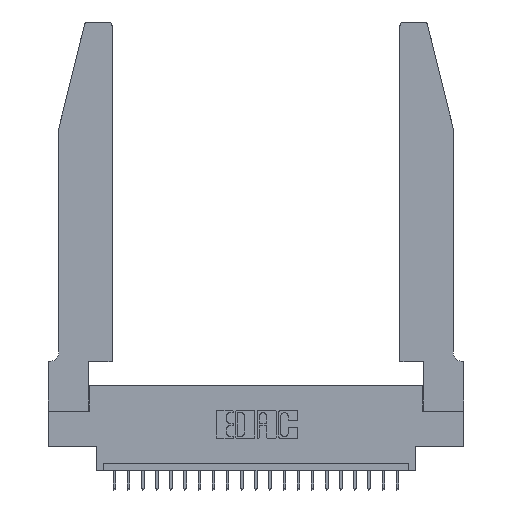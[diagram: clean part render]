
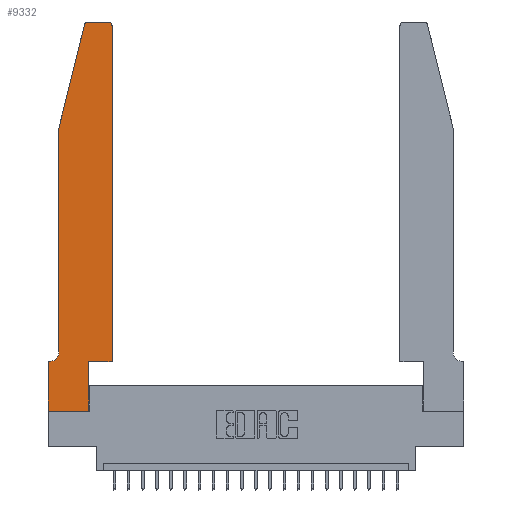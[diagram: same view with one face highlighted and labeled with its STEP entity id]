
A CAD part, top view. The second image highlights one B-rep face of the part: STEP entity #9332.
In plain terms, the highlighted planar face has unit normal (0, 0, 1).
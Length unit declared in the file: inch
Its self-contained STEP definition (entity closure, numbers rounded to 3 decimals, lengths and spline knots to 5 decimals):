
#272 = VECTOR ( 'NONE', #11280, 39.37008 ) ;
#285 = ORIENTED_EDGE ( 'NONE', *, *, #12723, .T. ) ;
#555 = CARTESIAN_POINT ( 'NONE',  ( 0.0755, 2., 0.37 ) ) ;
#635 = CARTESIAN_POINT ( 'NONE',  ( 0., 0.35, 0.37 ) ) ;
#920 = EDGE_CURVE ( 'NONE', #3953, #19427, #9419, .T. ) ;
#927 = VERTEX_POINT ( 'NONE', #17622 ) ;
#940 = AXIS2_PLACEMENT_3D ( 'NONE', #16123, #14335, #21277 ) ;
#1085 = ORIENTED_EDGE ( 'NONE', *, *, #17607, .T. ) ;
#1204 = EDGE_CURVE ( 'NONE', #19427, #12370, #20378, .T. ) ;
#1479 = VERTEX_POINT ( 'NONE', #5477 ) ;
#1836 = DIRECTION ( 'NONE',  ( 0., 1., 0. ) ) ;
#2107 = VERTEX_POINT ( 'NONE', #2842 ) ;
#2149 = AXIS2_PLACEMENT_3D ( 'NONE', #4585, #17360, #14146 ) ;
#2254 = ORIENTED_EDGE ( 'NONE', *, *, #17838, .T. ) ;
#2473 = LINE ( 'NONE', #8242, #12929 ) ;
#2842 = CARTESIAN_POINT ( 'NONE',  ( 0.25487, 2.72718, 0.37 ) ) ;
#3222 = CARTESIAN_POINT ( 'NONE',  ( 0.0055, 0.35, 0.37 ) ) ;
#3953 = VERTEX_POINT ( 'NONE', #13071 ) ;
#4156 = EDGE_CURVE ( 'NONE', #1479, #2107, #18657, .T. ) ;
#4191 = EDGE_CURVE ( 'NONE', #16016, #18603, #16983, .T. ) ;
#4494 = DIRECTION ( 'NONE',  ( 0., -1., 0. ) ) ;
#4585 = CARTESIAN_POINT ( 'NONE',  ( 0.0055, 0.42, 0.37 ) ) ;
#4663 = FACE_OUTER_BOUND ( 'NONE', #11107, .T. ) ;
#4984 = EDGE_CURVE ( 'NONE', #9501, #8954, #6355, .T. ) ;
#5477 = CARTESIAN_POINT ( 'NONE',  ( 0.284, 2.75, 0.37 ) ) ;
#6355 = LINE ( 'NONE', #13654, #15603 ) ;
#6938 = CARTESIAN_POINT ( 'NONE',  ( 0.4505, 0.35, 0.37 ) ) ;
#7176 = CARTESIAN_POINT ( 'NONE',  ( 0.4205, 2.75, 0.37 ) ) ;
#7463 = CARTESIAN_POINT ( 'NONE',  ( 0.4505, 0.35, 0.37 ) ) ;
#7585 = LINE ( 'NONE', #9162, #13271 ) ;
#8242 = CARTESIAN_POINT ( 'NONE',  ( 0.2605, 2.75, 0.37 ) ) ;
#8592 = ORIENTED_EDGE ( 'NONE', *, *, #17602, .T. ) ;
#8954 = VERTEX_POINT ( 'NONE', #12428 ) ;
#9162 = CARTESIAN_POINT ( 'NONE',  ( 0.0755, 2., 0.37 ) ) ;
#9332 = ADVANCED_FACE ( 'NONE', ( #4663 ), #19838, .T. ) ;
#9419 = CIRCLE ( 'NONE', #2149, 0.07 ) ;
#9501 = VERTEX_POINT ( 'NONE', #15225 ) ;
#9877 = EDGE_CURVE ( 'NONE', #12370, #9501, #16120, .T. ) ;
#10633 = AXIS2_PLACEMENT_3D ( 'NONE', #17438, #18122, #15981 ) ;
#10775 = DIRECTION ( 'NONE',  ( 0., -1., 0. ) ) ;
#11107 = EDGE_LOOP ( 'NONE', ( #2254, #14839, #1085, #12609, #19254, #16902, #13388, #21863, #19504, #16453, #8592, #285 ) ) ;
#11280 = DIRECTION ( 'NONE',  ( -1., 0., 0. ) ) ;
#11512 = VERTEX_POINT ( 'NONE', #7176 ) ;
#11798 = VECTOR ( 'NONE', #17101, 39.37008 ) ;
#12100 = DIRECTION ( 'NONE',  ( -1., 0., 0. ) ) ;
#12370 = VERTEX_POINT ( 'NONE', #635 ) ;
#12428 = CARTESIAN_POINT ( 'NONE',  ( 0.2865, 0., 0.37 ) ) ;
#12609 = ORIENTED_EDGE ( 'NONE', *, *, #21990, .T. ) ;
#12691 = EDGE_CURVE ( 'NONE', #8954, #16016, #21401, .T. ) ;
#12723 = EDGE_CURVE ( 'NONE', #927, #11512, #16215, .T. ) ;
#12758 = LINE ( 'NONE', #7463, #23545 ) ;
#12929 = VECTOR ( 'NONE', #12100, 39.37008 ) ;
#13071 = CARTESIAN_POINT ( 'NONE',  ( 0.0755, 0.42, 0.37 ) ) ;
#13271 = VECTOR ( 'NONE', #22161, 39.37008 ) ;
#13388 = ORIENTED_EDGE ( 'NONE', *, *, #9877, .T. ) ;
#13577 = LINE ( 'NONE', #555, #14137 ) ;
#13654 = CARTESIAN_POINT ( 'NONE',  ( 0., 0., 0.37 ) ) ;
#14137 = VECTOR ( 'NONE', #4494, 39.37008 ) ;
#14146 = DIRECTION ( 'NONE',  ( -1., 0., 0. ) ) ;
#14335 = DIRECTION ( 'NONE',  ( 0., 0., 1. ) ) ;
#14839 = ORIENTED_EDGE ( 'NONE', *, *, #4156, .T. ) ;
#15225 = CARTESIAN_POINT ( 'NONE',  ( 0., 0., 0.37 ) ) ;
#15408 = DIRECTION ( 'NONE',  ( 0., 0., 1. ) ) ;
#15603 = VECTOR ( 'NONE', #20958, 39.37008 ) ;
#15645 = DIRECTION ( 'NONE',  ( 0., 1., 0. ) ) ;
#15789 = CARTESIAN_POINT ( 'NONE',  ( 0.0755, 2., 0.37 ) ) ;
#15981 = DIRECTION ( 'NONE',  ( 1., 0., 0. ) ) ;
#16016 = VERTEX_POINT ( 'NONE', #19330 ) ;
#16120 = LINE ( 'NONE', #23394, #20290 ) ;
#16123 = CARTESIAN_POINT ( 'NONE',  ( 0.4205, 2.72, 0.37 ) ) ;
#16215 = CIRCLE ( 'NONE', #940, 0.03 ) ;
#16453 = ORIENTED_EDGE ( 'NONE', *, *, #4191, .T. ) ;
#16902 = ORIENTED_EDGE ( 'NONE', *, *, #1204, .T. ) ;
#16983 = LINE ( 'NONE', #19033, #11798 ) ;
#17101 = DIRECTION ( 'NONE',  ( 1., 0., 0. ) ) ;
#17329 = DIRECTION ( 'NONE',  ( 1., 0., 0. ) ) ;
#17360 = DIRECTION ( 'NONE',  ( 0., 0., -1. ) ) ;
#17438 = CARTESIAN_POINT ( 'NONE',  ( 0., 0.35, 0.37 ) ) ;
#17602 = EDGE_CURVE ( 'NONE', #18603, #927, #12758, .T. ) ;
#17607 = EDGE_CURVE ( 'NONE', #2107, #19367, #7585, .T. ) ;
#17622 = CARTESIAN_POINT ( 'NONE',  ( 0.4505, 2.72, 0.37 ) ) ;
#17838 = EDGE_CURVE ( 'NONE', #11512, #1479, #2473, .T. ) ;
#18122 = DIRECTION ( 'NONE',  ( 0., 0., 1. ) ) ;
#18603 = VERTEX_POINT ( 'NONE', #6938 ) ;
#18657 = CIRCLE ( 'NONE', #19430, 0.03 ) ;
#18692 = CARTESIAN_POINT ( 'NONE',  ( 0.0755, 0.35, 0.37 ) ) ;
#19033 = CARTESIAN_POINT ( 'NONE',  ( 0.4505, 0.35, 0.37 ) ) ;
#19254 = ORIENTED_EDGE ( 'NONE', *, *, #920, .T. ) ;
#19330 = CARTESIAN_POINT ( 'NONE',  ( 0.2865, 0.35, 0.37 ) ) ;
#19367 = VERTEX_POINT ( 'NONE', #15789 ) ;
#19427 = VERTEX_POINT ( 'NONE', #3222 ) ;
#19430 = AXIS2_PLACEMENT_3D ( 'NONE', #22466, #15408, #17329 ) ;
#19504 = ORIENTED_EDGE ( 'NONE', *, *, #12691, .T. ) ;
#19513 = CARTESIAN_POINT ( 'NONE',  ( 0.2865, 0.35, 0.37 ) ) ;
#19838 = PLANE ( 'NONE',  #10633 ) ;
#20290 = VECTOR ( 'NONE', #10775, 39.37008 ) ;
#20378 = LINE ( 'NONE', #18692, #272 ) ;
#20958 = DIRECTION ( 'NONE',  ( 1., 0., 0. ) ) ;
#21195 = VECTOR ( 'NONE', #15645, 39.37008 ) ;
#21277 = DIRECTION ( 'NONE',  ( 1., 0., 0. ) ) ;
#21401 = LINE ( 'NONE', #19513, #21195 ) ;
#21863 = ORIENTED_EDGE ( 'NONE', *, *, #4984, .T. ) ;
#21990 = EDGE_CURVE ( 'NONE', #19367, #3953, #13577, .T. ) ;
#22161 = DIRECTION ( 'NONE',  ( -0.239, -0.971, 0. ) ) ;
#22466 = CARTESIAN_POINT ( 'NONE',  ( 0.284, 2.72, 0.37 ) ) ;
#23394 = CARTESIAN_POINT ( 'NONE',  ( 0., 0., 0.37 ) ) ;
#23545 = VECTOR ( 'NONE', #1836, 39.37008 ) ;
